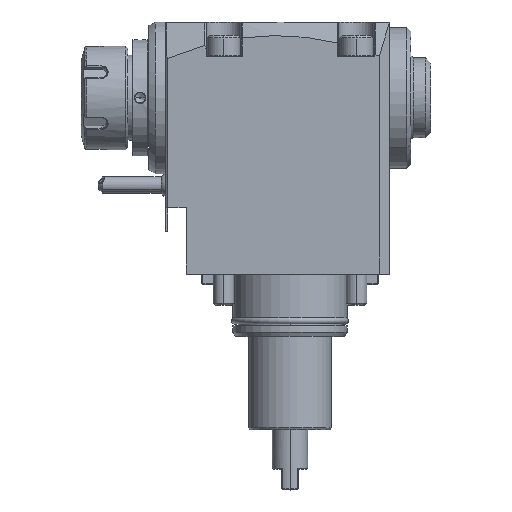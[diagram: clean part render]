
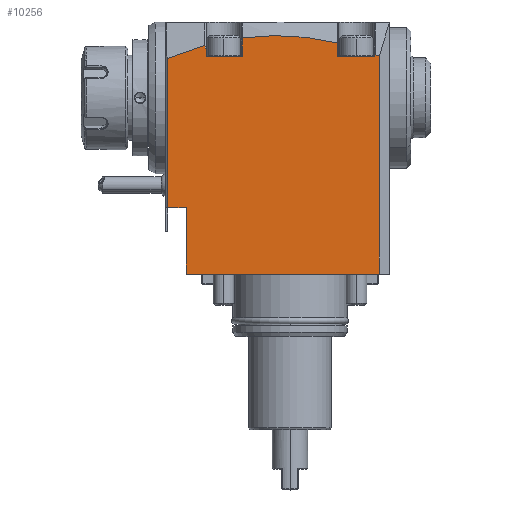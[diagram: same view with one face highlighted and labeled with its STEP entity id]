
A CAD part, top view. The second image highlights one B-rep face of the part: STEP entity #10256.
In plain terms, the highlighted planar face has unit normal (0, 0, 1).
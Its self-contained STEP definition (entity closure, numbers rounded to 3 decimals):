
#2204=DIRECTION('',(0.,1.,0.));
#2205=VECTOR('',#2204,104.954);
#2206=CARTESIAN_POINT('',(103.,0.,42.5));
#2207=LINE('',#2206,#2205);
#2221=CARTESIAN_POINT('',(103.,104.954,42.5));
#2235=DIRECTION('',(-1.,0.,0.));
#2236=VECTOR('',#2235,93.);
#2237=CARTESIAN_POINT('',(103.,0.,42.5));
#2238=LINE('',#2237,#2236);
#2758=DIRECTION('',(0.,1.,0.));
#2759=VECTOR('',#2758,32.);
#2760=CARTESIAN_POINT('',(10.,0.,42.5));
#2761=LINE('',#2760,#2759);
#2762=DIRECTION('',(1.,0.,0.));
#2763=VECTOR('',#2762,9.);
#2764=CARTESIAN_POINT('',(1.,32.,42.5));
#2765=LINE('',#2764,#2763);
#2766=DIRECTION('',(0.,1.,0.));
#2767=VECTOR('',#2766,71.4);
#2768=CARTESIAN_POINT('',(1.,32.5,42.5));
#2769=LINE('',#2768,#2767);
#2770=CARTESIAN_POINT('',(18.964,110.187,42.5));
#2771=CARTESIAN_POINT('',(12.837,108.491,42.5));
#2772=CARTESIAN_POINT('',(6.855,106.378,42.5));
#2773=CARTESIAN_POINT('',(1.,103.9,42.5));
#2775=DIRECTION('',(-0.268,0.963,0.));
#2776=VECTOR('',#2775,2.);
#2777=CARTESIAN_POINT('',(19.5,108.26,42.5));
#2778=LINE('',#2777,#2776);
#2779=DIRECTION('',(0.,-1.,0.));
#2780=VECTOR('',#2779,3.26);
#2781=CARTESIAN_POINT('',(19.5,108.26,42.5));
#2782=LINE('',#2781,#2780);
#2783=DIRECTION('',(0.,-1.,0.));
#2784=VECTOR('',#2783,8.865);
#2785=CARTESIAN_POINT('',(37.,113.865,42.5));
#2786=LINE('',#2785,#2784);
#2787=CARTESIAN_POINT('',(37.,113.865,42.5));
#2788=CARTESIAN_POINT('',(52.484,115.895,42.5));
#2789=CARTESIAN_POINT('',(67.814,115.013,42.5));
#2790=CARTESIAN_POINT('',(83.,111.373,42.5));
#2792=DIRECTION('',(0.,1.,0.));
#2793=VECTOR('',#2792,6.373);
#2794=CARTESIAN_POINT('',(83.,105.,42.5));
#2795=LINE('',#2794,#2793);
#2796=DIRECTION('',(-0.275,-0.961,0.));
#2797=VECTOR('',#2796,0.752);
#2798=CARTESIAN_POINT('',(101.05,105.723,42.5));
#2799=LINE('',#2798,#2797);
#2800=CARTESIAN_POINT('',(101.05,105.723,42.5));
#2801=CARTESIAN_POINT('',(101.702,105.471,42.5));
#2802=CARTESIAN_POINT('',(102.352,105.215,42.5));
#2803=CARTESIAN_POINT('',(103.,104.954,42.5));
#2805=DIRECTION('',(0.,1.,0.));
#2806=VECTOR('',#2805,0.5);
#2807=CARTESIAN_POINT('',(1.,32.,42.5));
#2808=LINE('',#2807,#2806);
#2829=CARTESIAN_POINT('',(1.,103.9,42.5));
#3083=DIRECTION('',(-1.,0.,0.));
#3084=VECTOR('',#3083,17.843);
#3085=CARTESIAN_POINT('',(100.843,105.,42.5));
#3086=LINE('',#3085,#3084);
#3127=CARTESIAN_POINT('',(37.,113.865,42.5));
#3145=DIRECTION('',(-1.,0.,0.));
#3146=VECTOR('',#3145,17.5);
#3147=CARTESIAN_POINT('',(37.,105.,42.5));
#3148=LINE('',#3147,#3146);
#5102=CARTESIAN_POINT('',(19.5,105.,42.5));
#5103=VERTEX_POINT('',#5102);
#5106=VERTEX_POINT('',#2829);
#5120=VERTEX_POINT('',#2221);
#5129=CARTESIAN_POINT('',(19.5,108.26,42.5));
#5130=CARTESIAN_POINT('',(18.964,110.187,42.5));
#5131=VERTEX_POINT('',#5129);
#5132=VERTEX_POINT('',#5130);
#5133=CARTESIAN_POINT('',(101.05,105.723,42.5));
#5134=VERTEX_POINT('',#5133);
#5136=VERTEX_POINT('',#3127);
#5137=CARTESIAN_POINT('',(37.,105.,42.5));
#5138=VERTEX_POINT('',#5137);
#5159=VERTEX_POINT('',#2790);
#5170=CARTESIAN_POINT('',(100.843,105.,42.5));
#5171=VERTEX_POINT('',#5170);
#5177=CARTESIAN_POINT('',(83.,105.,42.5));
#5179=VERTEX_POINT('',#5177);
#5769=CARTESIAN_POINT('',(103.,0.,42.5));
#5770=VERTEX_POINT('',#5769);
#5820=CARTESIAN_POINT('',(10.,0.,42.5));
#5822=VERTEX_POINT('',#5820);
#5823=CARTESIAN_POINT('',(1.,32.,42.5));
#5824=CARTESIAN_POINT('',(10.,32.,42.5));
#5825=VERTEX_POINT('',#5823);
#5826=VERTEX_POINT('',#5824);
#5876=CARTESIAN_POINT('',(1.,32.5,42.5));
#5878=VERTEX_POINT('',#5876);
#10221=CARTESIAN_POINT('',(0.,121.5,42.5));
#10222=DIRECTION('',(0.,0.,1.));
#10223=DIRECTION('',(0.,-1.,0.));
#10224=AXIS2_PLACEMENT_3D('',#10221,#10222,#10223);
#10225=PLANE('',#10224);
#10226=ORIENTED_EDGE('',*,*,#9371,.F.);
#10227=ORIENTED_EDGE('',*,*,#9392,.T.);
#10228=ORIENTED_EDGE('',*,*,#10214,.T.);
#10229=ORIENTED_EDGE('',*,*,#10203,.F.);
#10231=ORIENTED_EDGE('',*,*,#10230,.T.);
#10233=ORIENTED_EDGE('',*,*,#10232,.T.);
#10235=ORIENTED_EDGE('',*,*,#10234,.F.);
#10237=ORIENTED_EDGE('',*,*,#10236,.F.);
#10239=ORIENTED_EDGE('',*,*,#10238,.T.);
#10241=ORIENTED_EDGE('',*,*,#10240,.F.);
#10243=ORIENTED_EDGE('',*,*,#10242,.F.);
#10245=ORIENTED_EDGE('',*,*,#10244,.T.);
#10247=ORIENTED_EDGE('',*,*,#10246,.F.);
#10249=ORIENTED_EDGE('',*,*,#10248,.F.);
#10251=ORIENTED_EDGE('',*,*,#10250,.F.);
#10253=ORIENTED_EDGE('',*,*,#10252,.T.);
#10254=EDGE_LOOP('',(#10226,#10227,#10228,#10229,#10231,#10233,#10235,#10237,
#10239,#10241,#10243,#10245,#10247,#10249,#10251,#10253));
#10255=FACE_OUTER_BOUND('',#10254,.F.);
#2774=B_SPLINE_CURVE_WITH_KNOTS('',3,(#2770,#2771,#2772,#2773),.UNSPECIFIED.,
.F.,.F.,(4,4),(0.,1.),.UNSPECIFIED.);
#2791=B_SPLINE_CURVE_WITH_KNOTS('',3,(#2787,#2788,#2789,#2790),.UNSPECIFIED.,
.F.,.F.,(4,4),(0.,1.),.UNSPECIFIED.);
#2804=B_SPLINE_CURVE_WITH_KNOTS('',3,(#2800,#2801,#2802,#2803),.UNSPECIFIED.,
.F.,.F.,(4,4),(0.,1.),.UNSPECIFIED.);
#9371=EDGE_CURVE('',#5770,#5120,#2207,.T.);
#9392=EDGE_CURVE('',#5770,#5822,#2238,.T.);
#10203=EDGE_CURVE('',#5825,#5826,#2765,.T.);
#10214=EDGE_CURVE('',#5822,#5826,#2761,.T.);
#10230=EDGE_CURVE('',#5825,#5878,#2808,.T.);
#10232=EDGE_CURVE('',#5878,#5106,#2769,.T.);
#10234=EDGE_CURVE('',#5132,#5106,#2774,.T.);
#10236=EDGE_CURVE('',#5131,#5132,#2778,.T.);
#10238=EDGE_CURVE('',#5131,#5103,#2782,.T.);
#10240=EDGE_CURVE('',#5138,#5103,#3148,.T.);
#10242=EDGE_CURVE('',#5136,#5138,#2786,.T.);
#10244=EDGE_CURVE('',#5136,#5159,#2791,.T.);
#10246=EDGE_CURVE('',#5179,#5159,#2795,.T.);
#10248=EDGE_CURVE('',#5171,#5179,#3086,.T.);
#10250=EDGE_CURVE('',#5134,#5171,#2799,.T.);
#10252=EDGE_CURVE('',#5134,#5120,#2804,.T.);
#10256=ADVANCED_FACE('',(#10255),#10225,.T.);
